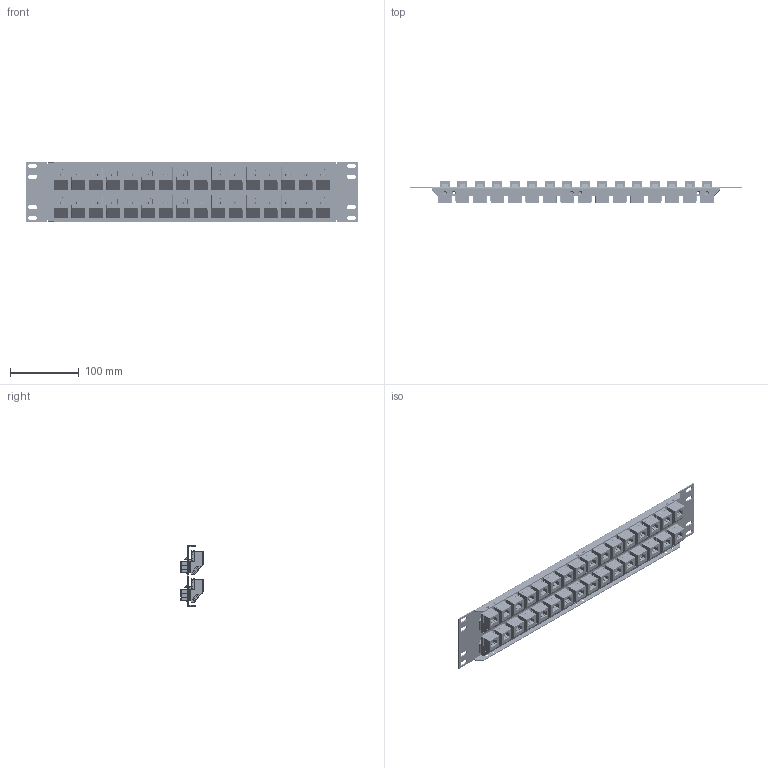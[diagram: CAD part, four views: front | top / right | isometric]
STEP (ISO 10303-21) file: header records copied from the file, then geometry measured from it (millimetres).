
FILE_DESCRIPTION (( 'STEP AP203' ), '1' );
FILE_NAME ('PR35UT568S.STEP', '2014-10-15T19:33:44', ( 'x' ), ( '' ), 'SwSTEP 2.0', 'SolidWorks 2014', '' );
FILE_SCHEMA (( 'CONFIG_CONTROL_DESIGN' ));
Length unit declared in the file: inch
Products named in the file (3): PR35UT568S; PR35UT568-MA1; UJ5T568S
Assembly tree (33 placements, depth 2):
  PR35UT568S
    PR35UT568-MA1
    UJ5T568S  x32
Bounding box: 482.6 x 32.38 x 88.39 mm (x, y, z)
Volume: 441180.8 mm3; surface area: 252936.7 mm2
Topology: 33 solids, 33 shells, 9185 faces, 23694 edges, 14724 vertices
Faces by surface type: plane 5517, cylinder 1620, bspline 1384, torus 320, sphere 320, cone 24
Entity records: 59179 total; most frequent: CARTESIAN_POINT 27255, ORIENTED_EDGE 7068, DIRECTION 4898, EDGE_CURVE 3534, VECTOR 2552, LINE 2552, VERTEX_POINT 2324, EDGE_LOOP 1544
